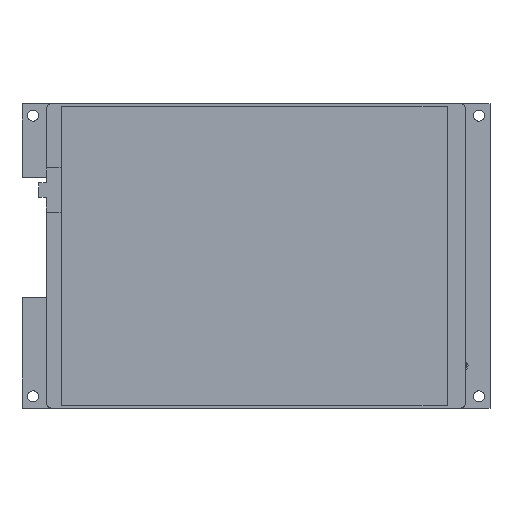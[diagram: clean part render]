
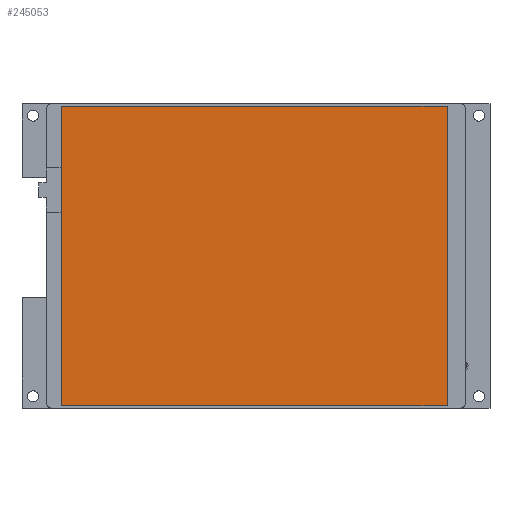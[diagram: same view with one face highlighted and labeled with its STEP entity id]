
A CAD part, top view. The second image highlights one B-rep face of the part: STEP entity #245053.
In plain terms, the highlighted planar face has unit normal (0, 0, 1).
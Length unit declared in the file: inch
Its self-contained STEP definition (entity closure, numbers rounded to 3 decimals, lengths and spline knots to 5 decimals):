
#2363 = EDGE_CURVE ( 'NONE', #19549, #15819, #240052, .T. ) ;
#15819 = VERTEX_POINT ( 'NONE', #266859 ) ;
#19549 = VERTEX_POINT ( 'NONE', #134385 ) ;
#36063 = CARTESIAN_POINT ( 'NONE',  ( -2.63386, -1.90748, 0.05906 ) ) ;
#44766 = EDGE_CURVE ( 'NONE', #198357, #156528, #106669, .T. ) ;
#46786 = DIRECTION ( 'NONE',  ( 0., 1., 0. ) ) ;
#59288 = VECTOR ( 'NONE', #211480, 39.37008 ) ;
#71463 = CARTESIAN_POINT ( 'NONE',  ( 2.58268, -1.90748, 0.05906 ) ) ;
#72070 = VECTOR ( 'NONE', #138413, 39.37008 ) ;
#86296 = AXIS2_PLACEMENT_3D ( 'NONE', #256892, #125758, #278933 ) ;
#90611 = LINE ( 'NONE', #202818, #148948 ) ;
#93594 = DIRECTION ( 'NONE',  ( -1., 0., 0. ) ) ;
#106669 = LINE ( 'NONE', #200129, #165021 ) ;
#119126 = ORIENTED_EDGE ( 'NONE', *, *, #142519, .T. ) ;
#120492 = CARTESIAN_POINT ( 'NONE',  ( 2.58268, 2.13583, 0.05906 ) ) ;
#125758 = DIRECTION ( 'NONE',  ( 0., 0., 1. ) ) ;
#134219 = EDGE_LOOP ( 'NONE', ( #261242, #119126, #266064, #197067 ) ) ;
#134385 = CARTESIAN_POINT ( 'NONE',  ( -2.63386, 2.13583, 0.05906 ) ) ;
#138413 = DIRECTION ( 'NONE',  ( 0., -1., 0. ) ) ;
#142519 = EDGE_CURVE ( 'NONE', #15819, #198357, #176052, .T. ) ;
#148948 = VECTOR ( 'NONE', #93594, 39.37008 ) ;
#156528 = VERTEX_POINT ( 'NONE', #120492 ) ;
#165021 = VECTOR ( 'NONE', #46786, 39.37008 ) ;
#176052 = LINE ( 'NONE', #36063, #59288 ) ;
#197067 = ORIENTED_EDGE ( 'NONE', *, *, #204878, .T. ) ;
#198357 = VERTEX_POINT ( 'NONE', #71463 ) ;
#200129 = CARTESIAN_POINT ( 'NONE',  ( 2.58268, 2.13583, 0.05906 ) ) ;
#202818 = CARTESIAN_POINT ( 'NONE',  ( -2.63386, 2.13583, 0.05906 ) ) ;
#204878 = EDGE_CURVE ( 'NONE', #156528, #19549, #90611, .T. ) ;
#211480 = DIRECTION ( 'NONE',  ( 1., 0., 0. ) ) ;
#240052 = LINE ( 'NONE', #269555, #72070 ) ;
#245053 = ADVANCED_FACE ( 'NONE', ( #271405 ), #255017, .T. ) ;
#255017 = PLANE ( 'NONE',  #86296 ) ;
#256892 = CARTESIAN_POINT ( 'NONE',  ( 0., 0., 0.05906 ) ) ;
#261242 = ORIENTED_EDGE ( 'NONE', *, *, #2363, .T. ) ;
#266064 = ORIENTED_EDGE ( 'NONE', *, *, #44766, .T. ) ;
#266859 = CARTESIAN_POINT ( 'NONE',  ( -2.63386, -1.90748, 0.05906 ) ) ;
#269555 = CARTESIAN_POINT ( 'NONE',  ( -2.63386, 2.13583, 0.05906 ) ) ;
#271405 = FACE_OUTER_BOUND ( 'NONE', #134219, .T. ) ;
#278933 = DIRECTION ( 'NONE',  ( 1., 0., 0. ) ) ;
